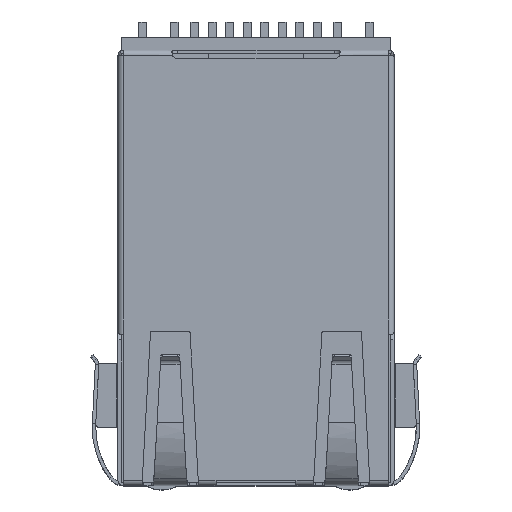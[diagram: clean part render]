
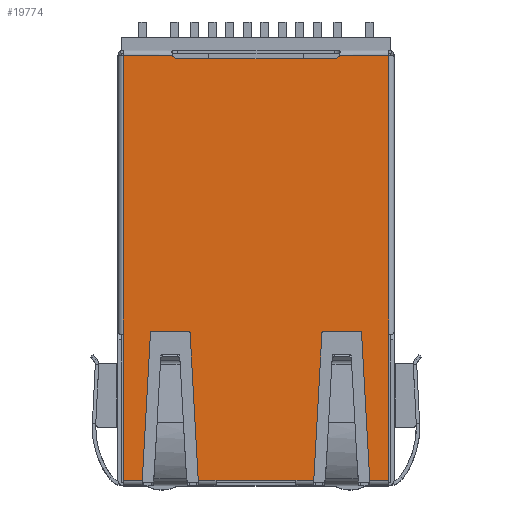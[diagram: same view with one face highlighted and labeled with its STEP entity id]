
A CAD part, top view. The second image highlights one B-rep face of the part: STEP entity #19774.
In plain terms, the highlighted face is planar.
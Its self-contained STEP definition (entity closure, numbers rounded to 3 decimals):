
#827=CIRCLE('',#23430,0.325);
#829=CIRCLE('',#23434,0.325);
#831=CIRCLE('',#23440,0.1);
#832=CIRCLE('',#23441,0.1);
#833=CIRCLE('',#23442,0.1);
#834=CIRCLE('',#23443,0.1);
#5309=ORIENTED_EDGE('',*,*,#8963,.T.);
#5310=ORIENTED_EDGE('',*,*,#8959,.T.);
#5311=ORIENTED_EDGE('',*,*,#8979,.T.);
#5312=ORIENTED_EDGE('',*,*,#8980,.T.);
#5313=ORIENTED_EDGE('',*,*,#8467,.T.);
#5314=ORIENTED_EDGE('',*,*,#8981,.F.);
#5315=ORIENTED_EDGE('',*,*,#8982,.F.);
#5316=ORIENTED_EDGE('',*,*,#8983,.T.);
#5317=ORIENTED_EDGE('',*,*,#8972,.F.);
#5318=ORIENTED_EDGE('',*,*,#8984,.T.);
#5319=ORIENTED_EDGE('',*,*,#8976,.F.);
#5320=ORIENTED_EDGE('',*,*,#8955,.F.);
#5321=ORIENTED_EDGE('',*,*,#8985,.F.);
#5322=ORIENTED_EDGE('',*,*,#8426,.F.);
#5323=ORIENTED_EDGE('',*,*,#8986,.T.);
#5324=ORIENTED_EDGE('',*,*,#8987,.T.);
#5325=ORIENTED_EDGE('',*,*,#8970,.T.);
#5326=ORIENTED_EDGE('',*,*,#8988,.T.);
#5327=ORIENTED_EDGE('',*,*,#8989,.T.);
#5328=ORIENTED_EDGE('',*,*,#8990,.F.);
#5329=ORIENTED_EDGE('',*,*,#8458,.T.);
#5330=ORIENTED_EDGE('',*,*,#8991,.T.);
#5331=ORIENTED_EDGE('',*,*,#8992,.T.);
#5332=ORIENTED_EDGE('',*,*,#8965,.T.);
#8426=EDGE_CURVE('',#10765,#10763,#12877,.T.);
#8458=EDGE_CURVE('',#10784,#10783,#12901,.T.);
#8467=EDGE_CURVE('',#10786,#10788,#12906,.F.);
#8955=EDGE_CURVE('',#11043,#11042,#13256,.T.);
#8959=EDGE_CURVE('',#11047,#11046,#827,.T.);
#8963=EDGE_CURVE('',#11050,#11047,#13260,.T.);
#8965=EDGE_CURVE('',#11051,#11050,#829,.T.);
#8970=EDGE_CURVE('',#11056,#11055,#13264,.T.);
#8972=EDGE_CURVE('',#11057,#11058,#13266,.T.);
#8976=EDGE_CURVE('',#11042,#11061,#13270,.T.);
#8979=EDGE_CURVE('',#11046,#11063,#13273,.T.);
#8980=EDGE_CURVE('',#11063,#10786,#13274,.F.);
#8981=EDGE_CURVE('',#11064,#10788,#13275,.T.);
#8982=EDGE_CURVE('',#11065,#11064,#13276,.T.);
#8983=EDGE_CURVE('',#11065,#11058,#831,.F.);
#8984=EDGE_CURVE('',#11057,#11061,#832,.F.);
#8985=EDGE_CURVE('',#10763,#11043,#13277,.T.);
#8986=EDGE_CURVE('',#10765,#11066,#13278,.T.);
#8987=EDGE_CURVE('',#11066,#11056,#833,.F.);
#8988=EDGE_CURVE('',#11055,#11067,#834,.F.);
#8989=EDGE_CURVE('',#11067,#11068,#13279,.T.);
#8990=EDGE_CURVE('',#10784,#11068,#13280,.T.);
#8991=EDGE_CURVE('',#10783,#10778,#13281,.T.);
#8992=EDGE_CURVE('',#10778,#11051,#13282,.T.);
#10763=VERTEX_POINT('',#32620);
#10765=VERTEX_POINT('',#32638);
#10778=VERTEX_POINT('',#32699);
#10783=VERTEX_POINT('',#32712);
#10784=VERTEX_POINT('',#32714);
#10786=VERTEX_POINT('',#32721);
#10788=VERTEX_POINT('',#32727);
#11042=VERTEX_POINT('',#33823);
#11043=VERTEX_POINT('',#33847);
#11046=VERTEX_POINT('',#33859);
#11047=VERTEX_POINT('',#33861);
#11050=VERTEX_POINT('',#33869);
#11051=VERTEX_POINT('',#33873);
#11055=VERTEX_POINT('',#33885);
#11056=VERTEX_POINT('',#33887);
#11057=VERTEX_POINT('',#33891);
#11058=VERTEX_POINT('',#33892);
#11061=VERTEX_POINT('',#33900);
#11063=VERTEX_POINT('',#33906);
#11064=VERTEX_POINT('',#33909);
#11065=VERTEX_POINT('',#33911);
#11066=VERTEX_POINT('',#33916);
#11067=VERTEX_POINT('',#33919);
#11068=VERTEX_POINT('',#33921);
#12877=LINE('',#32639,#15179);
#12901=LINE('',#32713,#15203);
#12906=LINE('',#32728,#15208);
#13256=LINE('',#33848,#15558);
#13260=LINE('',#33868,#15562);
#13264=LINE('',#33886,#15566);
#13266=LINE('',#33890,#15568);
#13270=LINE('',#33899,#15572);
#13273=LINE('',#33905,#15575);
#13274=LINE('',#33907,#15576);
#13275=LINE('',#33908,#15577);
#13276=LINE('',#33910,#15578);
#13277=LINE('',#33914,#15579);
#13278=LINE('',#33915,#15580);
#13279=LINE('',#33920,#15581);
#13280=LINE('',#33922,#15582);
#13281=LINE('',#33923,#15583);
#13282=LINE('',#33924,#15584);
#15179=VECTOR('',#26851,1000.);
#15203=VECTOR('',#26907,1000.);
#15208=VECTOR('',#26922,1000.);
#15558=VECTOR('',#27862,1000.);
#15562=VECTOR('',#27878,1000.);
#15566=VECTOR('',#27890,1000.);
#15568=VECTOR('',#27894,1000.);
#15572=VECTOR('',#27900,1000.);
#15575=VECTOR('',#27905,1000.);
#15576=VECTOR('',#27906,1000.);
#15577=VECTOR('',#27907,1000.);
#15578=VECTOR('',#27908,1000.);
#15579=VECTOR('',#27913,1000.);
#15580=VECTOR('',#27914,1000.);
#15581=VECTOR('',#27919,1000.);
#15582=VECTOR('',#27920,1000.);
#15583=VECTOR('',#27921,1000.);
#15584=VECTOR('',#27922,1000.);
#16776=EDGE_LOOP('',(#5309,#5310,#5311,#5312,#5313,#5314,#5315,#5316,#5317,
#5318,#5319,#5320,#5321,#5322,#5323,#5324,#5325,#5326,#5327,#5328,#5329,
#5330,#5331,#5332));
#17926=FACE_BOUND('',#16776,.T.);
#18871=PLANE('',#23439);
#19774=ADVANCED_FACE('',(#17926),#18871,.T.);
#23430=AXIS2_PLACEMENT_3D('',#33860,#27870,#27871);
#23434=AXIS2_PLACEMENT_3D('',#33872,#27882,#27883);
#23439=AXIS2_PLACEMENT_3D('',#33904,#27903,#27904);
#23440=AXIS2_PLACEMENT_3D('',#33912,#27909,#27910);
#23441=AXIS2_PLACEMENT_3D('',#33913,#27911,#27912);
#23442=AXIS2_PLACEMENT_3D('',#33917,#27915,#27916);
#23443=AXIS2_PLACEMENT_3D('',#33918,#27917,#27918);
#26851=DIRECTION('',(1.,0.,0.));
#26907=DIRECTION('',(0.,1.,0.));
#26922=DIRECTION('',(0.,1.,0.));
#27862=DIRECTION('',(1.,0.,0.));
#27870=DIRECTION('',(0.,0.,1.));
#27871=DIRECTION('',(-1.,0.,0.));
#27878=DIRECTION('',(1.,0.,0.));
#27882=DIRECTION('',(0.,0.,1.));
#27883=DIRECTION('',(1.,0.,0.));
#27890=DIRECTION('',(-1.,0.,0.));
#27894=DIRECTION('',(1.,0.,0.));
#27900=DIRECTION('',(0.055,0.998,0.));
#27903=DIRECTION('',(0.,0.,-1.));
#27904=DIRECTION('',(-1.,0.,0.));
#27905=DIRECTION('',(1.,0.,0.));
#27906=DIRECTION('',(0.,1.,0.));
#27907=DIRECTION('',(1.,0.,0.));
#27908=DIRECTION('',(0.055,-0.998,0.));
#27909=DIRECTION('',(0.,0.,-1.));
#27910=DIRECTION('',(-1.,0.,0.));
#27911=DIRECTION('',(0.,0.,-1.));
#27912=DIRECTION('',(-1.,0.,0.));
#27913=DIRECTION('',(1.,0.,0.));
#27914=DIRECTION('',(-0.055,0.998,0.));
#27915=DIRECTION('',(0.,0.,-1.));
#27916=DIRECTION('',(-1.,0.,0.));
#27917=DIRECTION('',(0.,0.,-1.));
#27918=DIRECTION('',(-1.,0.,0.));
#27919=DIRECTION('',(-0.055,-0.998,0.));
#27920=DIRECTION('',(1.,0.,0.));
#27921=DIRECTION('',(0.,1.,0.));
#27922=DIRECTION('',(1.,0.,0.));
#32620=CARTESIAN_POINT('',(-2.33,-12.4,-6.6));
#32638=CARTESIAN_POINT('',(-3.367,-12.4,-6.6));
#32639=CARTESIAN_POINT('',(-7.75,-12.4,-6.6));
#32699=CARTESIAN_POINT('',(-7.75,12.4,-6.6));
#32712=CARTESIAN_POINT('',(-7.75,-3.861,-6.6));
#32713=CARTESIAN_POINT('',(-7.75,-12.7,-6.6));
#32714=CARTESIAN_POINT('',(-7.75,-12.4,-6.6));
#32721=CARTESIAN_POINT('',(7.75,-3.861,-6.6));
#32727=CARTESIAN_POINT('',(7.75,-12.4,-6.6));
#32728=CARTESIAN_POINT('',(7.75,12.4,-6.6));
#33823=CARTESIAN_POINT('',(3.367,-12.4,-6.6));
#33847=CARTESIAN_POINT('',(2.33,-12.4,-6.6));
#33848=CARTESIAN_POINT('',(-7.75,-12.4,-6.6));
#33859=CARTESIAN_POINT('',(4.873,12.4,-6.6));
#33860=CARTESIAN_POINT('',(4.575,12.53,-6.6));
#33861=CARTESIAN_POINT('',(4.575,12.205,-6.6));
#33868=CARTESIAN_POINT('',(-4.575,12.205,-6.6));
#33869=CARTESIAN_POINT('',(-4.575,12.205,-6.6));
#33872=CARTESIAN_POINT('',(-4.575,12.53,-6.6));
#33873=CARTESIAN_POINT('',(-4.873,12.4,-6.6));
#33885=CARTESIAN_POINT('',(-6.055,-3.7,-6.6));
#33886=CARTESIAN_POINT('',(-3.85,-3.7,-6.6));
#33887=CARTESIAN_POINT('',(-3.945,-3.7,-6.6));
#33890=CARTESIAN_POINT('',(3.85,-3.7,-6.6));
#33891=CARTESIAN_POINT('',(3.945,-3.7,-6.6));
#33892=CARTESIAN_POINT('',(6.055,-3.7,-6.6));
#33899=CARTESIAN_POINT('',(3.35,-12.7,-6.6));
#33900=CARTESIAN_POINT('',(3.845,-3.794,-6.6));
#33904=CARTESIAN_POINT('',(-7.75,-12.7,-6.6));
#33905=CARTESIAN_POINT('',(-7.75,12.4,-6.6));
#33906=CARTESIAN_POINT('',(7.75,12.4,-6.6));
#33907=CARTESIAN_POINT('',(7.75,12.4,-6.6));
#33908=CARTESIAN_POINT('',(-7.75,-12.4,-6.6));
#33909=CARTESIAN_POINT('',(6.633,-12.4,-6.6));
#33910=CARTESIAN_POINT('',(6.15,-3.7,-6.6));
#33911=CARTESIAN_POINT('',(6.155,-3.794,-6.6));
#33912=CARTESIAN_POINT('',(6.055,-3.8,-6.6));
#33913=CARTESIAN_POINT('',(3.945,-3.8,-6.6));
#33914=CARTESIAN_POINT('',(-2.33,-12.4,-6.6));
#33915=CARTESIAN_POINT('',(-3.35,-12.7,-6.6));
#33916=CARTESIAN_POINT('',(-3.845,-3.794,-6.6));
#33917=CARTESIAN_POINT('',(-3.945,-3.8,-6.6));
#33918=CARTESIAN_POINT('',(-6.055,-3.8,-6.6));
#33919=CARTESIAN_POINT('',(-6.155,-3.794,-6.6));
#33920=CARTESIAN_POINT('',(-6.15,-3.7,-6.6));
#33921=CARTESIAN_POINT('',(-6.633,-12.4,-6.6));
#33922=CARTESIAN_POINT('',(-7.75,-12.4,-6.6));
#33923=CARTESIAN_POINT('',(-7.75,4.27,-6.6));
#33924=CARTESIAN_POINT('',(-7.75,12.4,-6.6));
